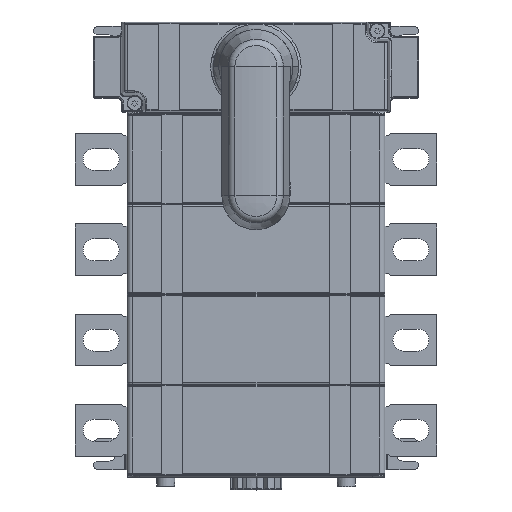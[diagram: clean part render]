
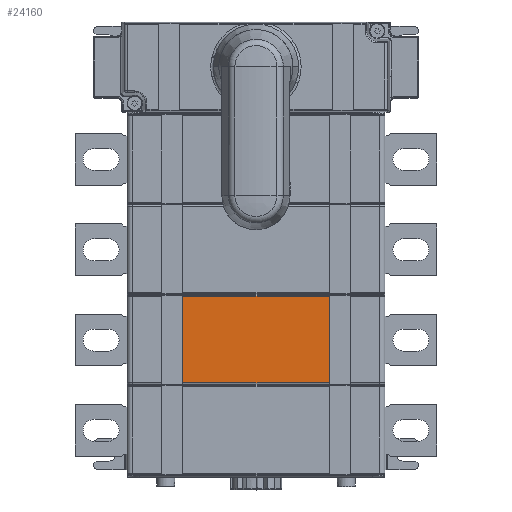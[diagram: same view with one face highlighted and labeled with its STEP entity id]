
A CAD part, top view. The second image highlights one B-rep face of the part: STEP entity #24160.
In plain terms, the highlighted planar face has unit normal (0, 0, 1).
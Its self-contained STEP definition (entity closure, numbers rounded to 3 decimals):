
#5743=DIRECTION('',(0.,-1.,0.));
#5744=VECTOR('',#5743,33.6);
#5745=CARTESIAN_POINT('',(-28.4,-88.95,129.));
#5746=LINE('',#5745,#5744);
#5774=DIRECTION('',(1.,0.,0.));
#5775=VECTOR('',#5774,56.8);
#5776=CARTESIAN_POINT('',(-28.4,-88.95,129.));
#5777=LINE('',#5776,#5775);
#5778=DIRECTION('',(0.,-1.,0.));
#5779=VECTOR('',#5778,33.6);
#5780=CARTESIAN_POINT('',(28.4,-88.95,129.));
#5781=LINE('',#5780,#5779);
#5782=DIRECTION('',(-1.,0.,0.));
#5783=VECTOR('',#5782,56.8);
#5784=CARTESIAN_POINT('',(28.4,-122.55,129.));
#5785=LINE('',#5784,#5783);
#13641=CARTESIAN_POINT('',(28.4,-88.95,129.));
#13643=VERTEX_POINT('',#13641);
#13644=CARTESIAN_POINT('',(-28.4,-88.95,129.));
#13645=VERTEX_POINT('',#13644);
#13681=CARTESIAN_POINT('',(-28.4,-122.55,129.));
#13683=VERTEX_POINT('',#13681);
#13684=CARTESIAN_POINT('',(28.4,-122.55,129.));
#13685=VERTEX_POINT('',#13684);
#24149=CARTESIAN_POINT('',(0.,-105.75,
129.));
#24150=DIRECTION('',(0.,0.,1.));
#24151=DIRECTION('',(-1.,0.,0.));
#24152=AXIS2_PLACEMENT_3D('',#24149,#24150,#24151);
#24153=PLANE('',#24152);
#24154=ORIENTED_EDGE('',*,*,#24062,.T.);
#24155=ORIENTED_EDGE('',*,*,#24088,.T.);
#24156=ORIENTED_EDGE('',*,*,#24135,.T.);
#24157=ORIENTED_EDGE('',*,*,#24033,.F.);
#24158=EDGE_LOOP('',(#24154,#24155,#24156,#24157));
#24159=FACE_OUTER_BOUND('',#24158,.F.);
#24033=EDGE_CURVE('',#13645,#13683,#5746,.T.);
#24062=EDGE_CURVE('',#13645,#13643,#5777,.T.);
#24088=EDGE_CURVE('',#13643,#13685,#5781,.T.);
#24135=EDGE_CURVE('',#13685,#13683,#5785,.T.);
#24160=ADVANCED_FACE('',(#24159),#24153,.T.);
